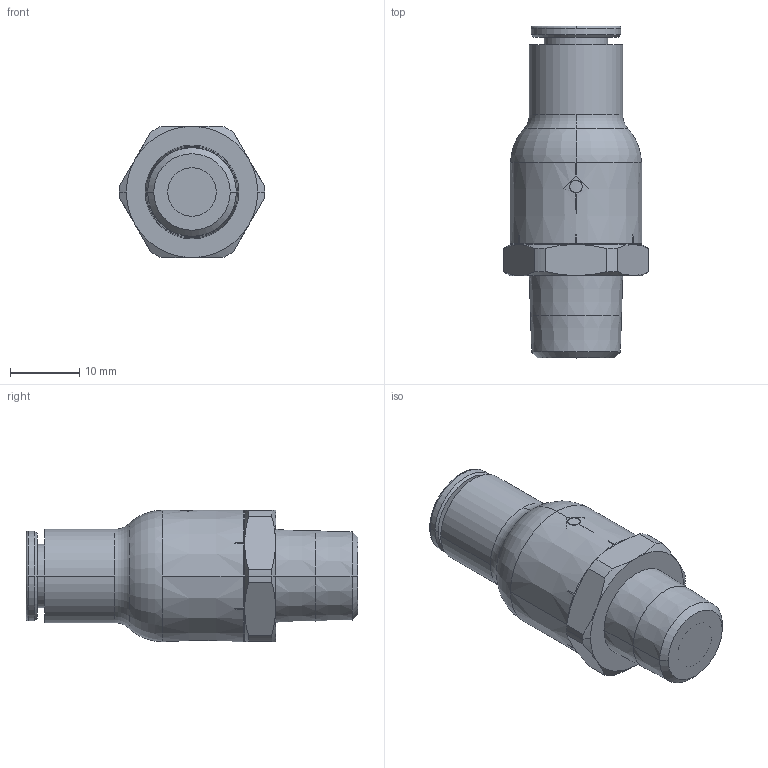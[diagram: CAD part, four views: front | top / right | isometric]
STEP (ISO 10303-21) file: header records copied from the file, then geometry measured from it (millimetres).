
FILE_DESCRIPTION(('STEP AP214'),'1');
FILE_NAME('7985_08_13.stp','2016-07-07T14:35:00',('TraceParts'),('TraceParts S.A.'),'Spatial InterOp 3D',' ',' ');
FILE_SCHEMA(('automotive_design'));
Length unit declared in the file: millimetre
Products named in the file (1): 1
Bounding box: 21 x 48 x 19 mm (x, y, z)
Volume: 8842.8 mm3; surface area: 3557.5 mm2
Topology: 1 solids, 2 shells, 100 faces, 246 edges, 160 vertices
Faces by surface type: plane 38, cone 31, cylinder 25, torus 6
Entity records: 3027 total; most frequent: CARTESIAN_POINT 669, DIRECTION 515, ORIENTED_EDGE 492, EDGE_CURVE 246, AXIS2_PLACEMENT_3D 215, VERTEX_POINT 160, EDGE_LOOP 110, CIRCLE 108
